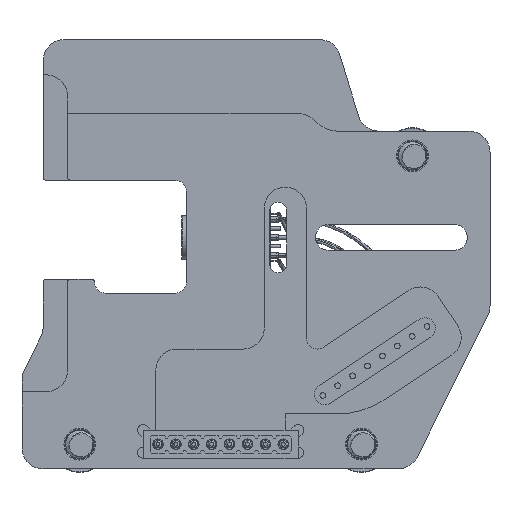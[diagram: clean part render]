
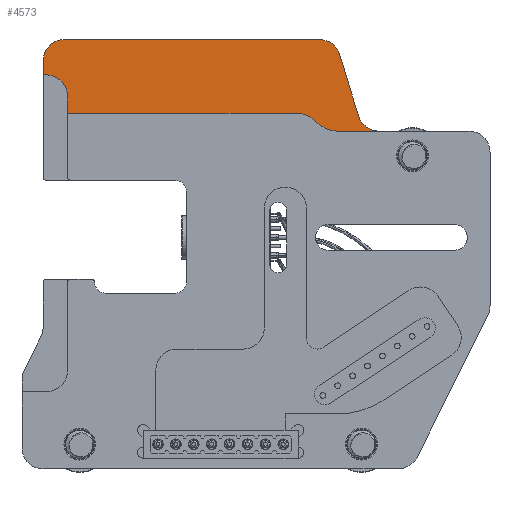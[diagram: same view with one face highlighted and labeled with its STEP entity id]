
A CAD part, front view. The second image highlights one B-rep face of the part: STEP entity #4573.
In plain terms, the highlighted planar face has unit normal (0, -1, 0).
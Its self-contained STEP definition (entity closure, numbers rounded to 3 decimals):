
#4015 = VERTEX_POINT ( 'NONE', #62961 ) ;
#4017 = VERTEX_POINT ( 'NONE', #62959 ) ;
#4026 = EDGE_CURVE ( 'NONE', #4033, #4015, #63030, .T. ) ;
#4033 = VERTEX_POINT ( 'NONE', #63698 ) ;
#4036 = EDGE_CURVE ( 'NONE', #4015, #4017, #63648, .T. ) ;
#4138 = EDGE_CURVE ( 'NONE', #4187, #4178, #64499, .T. ) ;
#4167 = EDGE_CURVE ( 'NONE', #4178, #4168, #64590, .T. ) ;
#4168 = VERTEX_POINT ( 'NONE', #64576 ) ;
#4178 = VERTEX_POINT ( 'NONE', #64411 ) ;
#4187 = VERTEX_POINT ( 'NONE', #64387 ) ;
#4188 = EDGE_CURVE ( 'NONE', #4033, #4187, #64379, .T. ) ;
#4571 = EDGE_CURVE ( 'NONE', #4902, #4810, #66923, .T. ) ;
#4573 = ADVANCED_FACE ( 'NONE', ( #66953 ), #67034, .F. ) ;
#4574 = EDGE_LOOP ( 'NONE', ( #4575, #4576, #4577, #4833, #4831, #4832, #4826, #4827, #4828, #4829, #4830, #4863, #4864 ) ) ;
#4575 = ORIENTED_EDGE ( 'NONE', *, *, #4571, .T. ) ;
#4576 = ORIENTED_EDGE ( 'NONE', *, *, #4809, .T. ) ;
#4577 = ORIENTED_EDGE ( 'NONE', *, *, #4578, .T. ) ;
#4578 = EDGE_CURVE ( 'NONE', #4925, #4017, #66969, .T. ) ;
#4585 = EDGE_CURVE ( 'NONE', #4586, #4816, #68095, .T. ) ;
#4586 = VERTEX_POINT ( 'NONE', #68096 ) ;
#4809 = EDGE_CURVE ( 'NONE', #4810, #4925, #33689, .T. ) ;
#4810 = VERTEX_POINT ( 'NONE', #33785 ) ;
#4812 = EDGE_CURVE ( 'NONE', #4929, #4835, #33638, .T. ) ;
#4816 = VERTEX_POINT ( 'NONE', #33606 ) ;
#4818 = EDGE_CURVE ( 'NONE', #4929, #4816, #33603, .T. ) ;
#4826 = ORIENTED_EDGE ( 'NONE', *, *, #4138, .T. ) ;
#4827 = ORIENTED_EDGE ( 'NONE', *, *, #4167, .T. ) ;
#4828 = ORIENTED_EDGE ( 'NONE', *, *, #4836, .T. ) ;
#4829 = ORIENTED_EDGE ( 'NONE', *, *, #4812, .F. ) ;
#4830 = ORIENTED_EDGE ( 'NONE', *, *, #4818, .T. ) ;
#4831 = ORIENTED_EDGE ( 'NONE', *, *, #4026, .F. ) ;
#4832 = ORIENTED_EDGE ( 'NONE', *, *, #4188, .T. ) ;
#4833 = ORIENTED_EDGE ( 'NONE', *, *, #4036, .F. ) ;
#4835 = VERTEX_POINT ( 'NONE', #33614 ) ;
#4836 = EDGE_CURVE ( 'NONE', #4168, #4835, #33612, .T. ) ;
#4863 = ORIENTED_EDGE ( 'NONE', *, *, #4585, .F. ) ;
#4864 = ORIENTED_EDGE ( 'NONE', *, *, #4904, .T. ) ;
#4902 = VERTEX_POINT ( 'NONE', #34323 ) ;
#4904 = EDGE_CURVE ( 'NONE', #4586, #4902, #34317, .T. ) ;
#4925 = VERTEX_POINT ( 'NONE', #34544 ) ;
#4929 = VERTEX_POINT ( 'NONE', #34550 ) ;
#33603 = CIRCLE ( 'NONE', #33699, 3. ) ;
#33606 = CARTESIAN_POINT ( 'NONE',  ( -26.775, 6., 22.475 ) ) ;
#33610 = DIRECTION ( 'NONE',  ( 0., 0., -1. ) ) ;
#33611 = CARTESIAN_POINT ( 'NONE',  ( -30.225, 6., 20.025 ) ) ;
#33612 = LINE ( 'NONE', #33611, #33684 ) ;
#33614 = CARTESIAN_POINT ( 'NONE',  ( -30.225, 6., 25.475 ) ) ;
#33633 = DIRECTION ( 'NONE',  ( -1., 0., 0. ) ) ;
#33634 = CARTESIAN_POINT ( 'NONE',  ( -33.225, 6., 25.475 ) ) ;
#33638 = LINE ( 'NONE', #33634, #33741 ) ;
#33649 = DIRECTION ( 'NONE',  ( 0., 0., 1. ) ) ;
#33650 = DIRECTION ( 'NONE',  ( 0., -1., 0. ) ) ;
#33651 = CARTESIAN_POINT ( 'NONE',  ( 11.569, 6., 21.475 ) ) ;
#33684 = VECTOR ( 'NONE', #33610, 1000. ) ;
#33689 = CIRCLE ( 'NONE', #33776, 4. ) ;
#33696 = DIRECTION ( 'NONE',  ( 0., 0., 1. ) ) ;
#33697 = DIRECTION ( 'NONE',  ( 0., 1., 0. ) ) ;
#33698 = CARTESIAN_POINT ( 'NONE',  ( -29.775, 6., 22.475 ) ) ;
#33699 = AXIS2_PLACEMENT_3D ( 'NONE', #33698, #33697, #33696 ) ;
#33741 = VECTOR ( 'NONE', #33633, 1000. ) ;
#33776 = AXIS2_PLACEMENT_3D ( 'NONE', #33651, #33650, #33649 ) ;
#33785 = CARTESIAN_POINT ( 'NONE',  ( 8.641, 6., 18.75 ) ) ;
#34312 = DIRECTION ( 'NONE',  ( 1., 0., 0. ) ) ;
#34313 = VECTOR ( 'NONE', #34312, 1000. ) ;
#34315 = CARTESIAN_POINT ( 'NONE',  ( 9.441, 6., 20.025 ) ) ;
#34317 = LINE ( 'NONE', #34315, #34313 ) ;
#34323 = CARTESIAN_POINT ( 'NONE',  ( 5.713, 6., 20.025 ) ) ;
#34544 = CARTESIAN_POINT ( 'NONE',  ( 11.569, 6., 17.475 ) ) ;
#34550 = CARTESIAN_POINT ( 'NONE',  ( -29.775, 6., 25.475 ) ) ;
#62959 = CARTESIAN_POINT ( 'NONE',  ( 17.441, 6., 17.475 ) ) ;
#62961 = CARTESIAN_POINT ( 'NONE',  ( 14.573, 6., 19.593 ) ) ;
#63027 = DIRECTION ( 'NONE',  ( 0.294, 0., -0.956 ) ) ;
#63028 = VECTOR ( 'NONE', #63027, 1000. ) ;
#63029 = CARTESIAN_POINT ( 'NONE',  ( 15.225, 6., 17.475 ) ) ;
#63030 = LINE ( 'NONE', #63029, #63028 ) ;
#63606 = AXIS2_PLACEMENT_3D ( 'NONE', #63623, #63637, #63612 ) ;
#63612 = DIRECTION ( 'NONE',  ( 0., 0., 1. ) ) ;
#63623 = CARTESIAN_POINT ( 'NONE',  ( 17.441, 6., 20.475 ) ) ;
#63637 = DIRECTION ( 'NONE',  ( 0., -1., 0. ) ) ;
#63648 = CIRCLE ( 'NONE', #63606, 3. ) ;
#63698 = CARTESIAN_POINT ( 'NONE',  ( 11.877, 6., 28.357 ) ) ;
#64374 = DIRECTION ( 'NONE',  ( 0., 0., 1. ) ) ;
#64375 = DIRECTION ( 'NONE',  ( 0., -1., 0. ) ) ;
#64376 = CARTESIAN_POINT ( 'NONE',  ( 9.009, 6., 27.475 ) ) ;
#64377 = AXIS2_PLACEMENT_3D ( 'NONE', #64376, #64375, #64374 ) ;
#64379 = CIRCLE ( 'NONE', #64377, 3. ) ;
#64387 = CARTESIAN_POINT ( 'NONE',  ( 9.009, 6., 30.475 ) ) ;
#64411 = CARTESIAN_POINT ( 'NONE',  ( -27.225, 6., 30.475 ) ) ;
#64497 = CARTESIAN_POINT ( 'NONE',  ( -30.225, 6., 30.475 ) ) ;
#64499 = LINE ( 'NONE', #64497, #64726 ) ;
#64576 = CARTESIAN_POINT ( 'NONE',  ( -30.225, 6., 27.475 ) ) ;
#64577 = DIRECTION ( 'NONE',  ( 0., 0., 1. ) ) ;
#64578 = DIRECTION ( 'NONE',  ( 0., -1., 0. ) ) ;
#64579 = CARTESIAN_POINT ( 'NONE',  ( -27.225, 6., 27.475 ) ) ;
#64581 = AXIS2_PLACEMENT_3D ( 'NONE', #64579, #64578, #64577 ) ;
#64590 = CIRCLE ( 'NONE', #64581, 3. ) ;
#64725 = DIRECTION ( 'NONE',  ( -1., 0., 0. ) ) ;
#64726 = VECTOR ( 'NONE', #64725, 1000. ) ;
#66923 = CIRCLE ( 'NONE', #66952, 4. ) ;
#66930 = CARTESIAN_POINT ( 'NONE',  ( 5.713, 6., 16.025 ) ) ;
#66948 = DIRECTION ( 'NONE',  ( 0., 0., 1. ) ) ;
#66950 = DIRECTION ( 'NONE',  ( 0., 1., 0. ) ) ;
#66952 = AXIS2_PLACEMENT_3D ( 'NONE', #66930, #66950, #66948 ) ;
#66953 = FACE_OUTER_BOUND ( 'NONE', #4574, .T. ) ;
#66961 = DIRECTION ( 'NONE',  ( 0., 0., 1. ) ) ;
#66964 = DIRECTION ( 'NONE',  ( 0., 1., 0. ) ) ;
#66968 = CARTESIAN_POINT ( 'NONE',  ( 17.441, 6., 17.475 ) ) ;
#66969 = LINE ( 'NONE', #66968, #67855 ) ;
#67019 = CARTESIAN_POINT ( 'NONE',  ( 17.441, 6., 30.475 ) ) ;
#67020 = AXIS2_PLACEMENT_3D ( 'NONE', #67019, #66964, #66961 ) ;
#67034 = PLANE ( 'NONE',  #67020 ) ;
#67779 = DIRECTION ( 'NONE',  ( 1., 0., 0. ) ) ;
#67855 = VECTOR ( 'NONE', #67779, 1000. ) ;
#67933 = VECTOR ( 'NONE', #68103, 1000. ) ;
#67935 = CARTESIAN_POINT ( 'NONE',  ( -26.775, 6., 25.475 ) ) ;
#68095 = LINE ( 'NONE', #67935, #67933 ) ;
#68096 = CARTESIAN_POINT ( 'NONE',  ( -26.775, 6., 20.025 ) ) ;
#68103 = DIRECTION ( 'NONE',  ( 0., 0., 1. ) ) ;
